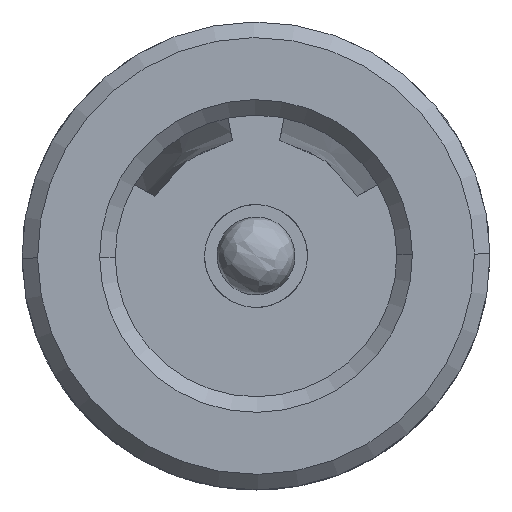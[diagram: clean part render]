
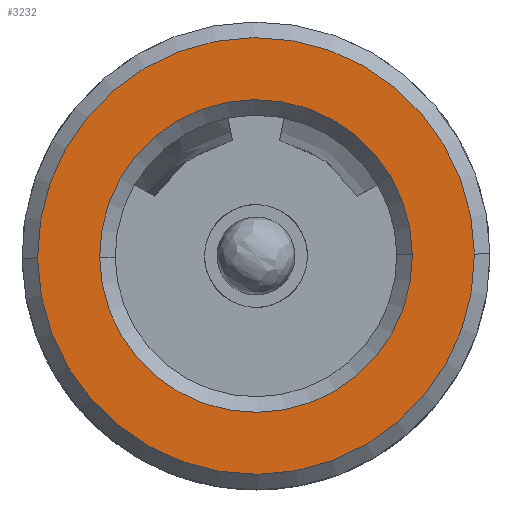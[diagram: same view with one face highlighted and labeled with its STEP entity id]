
A CAD part, front view. The second image highlights one B-rep face of the part: STEP entity #3232.
In plain terms, the highlighted face is planar.
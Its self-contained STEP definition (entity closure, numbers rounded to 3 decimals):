
#35 = DIRECTION ( 'NONE',  ( -1., 0., 0. ) ) ;
#339 = VERTEX_POINT ( 'NONE', #3341 ) ;
#644 = AXIS2_PLACEMENT_3D ( 'NONE', #4102, #2781, #1368 ) ;
#900 = CARTESIAN_POINT ( 'NONE',  ( -15.238, 0., 2.005 ) ) ;
#1064 = EDGE_CURVE ( 'NONE', #1798, #3836, #5698, .T. ) ;
#1115 = FACE_BOUND ( 'NONE', #5589, .T. ) ;
#1205 = CARTESIAN_POINT ( 'NONE',  ( -15.238, 0., -2.8 ) ) ;
#1213 = FACE_OUTER_BOUND ( 'NONE', #5355, .T. ) ;
#1235 = AXIS2_PLACEMENT_3D ( 'NONE', #2850, #35, #3298 ) ;
#1243 = AXIS2_PLACEMENT_3D ( 'NONE', #4370, #1641, #4802 ) ;
#1368 = DIRECTION ( 'NONE',  ( 0., 0., 1. ) ) ;
#1641 = DIRECTION ( 'NONE',  ( 1., 0., 0. ) ) ;
#1798 = VERTEX_POINT ( 'NONE', #1205 ) ;
#1838 = ORIENTED_EDGE ( 'NONE', *, *, #1064, .T. ) ;
#2062 = AXIS2_PLACEMENT_3D ( 'NONE', #2198, #5319, #2686 ) ;
#2067 = ORIENTED_EDGE ( 'NONE', *, *, #4158, .T. ) ;
#2120 = CARTESIAN_POINT ( 'NONE',  ( -15.238, 0., 2.8 ) ) ;
#2198 = CARTESIAN_POINT ( 'NONE',  ( -15.238, 0., 0. ) ) ;
#2686 = DIRECTION ( 'NONE',  ( 0., 0., 1. ) ) ;
#2781 = DIRECTION ( 'NONE',  ( -1., 0., 0. ) ) ;
#2850 = CARTESIAN_POINT ( 'NONE',  ( -15.238, 0., 0. ) ) ;
#3164 = CIRCLE ( 'NONE', #2062, 2.005 ) ;
#3232 = ADVANCED_FACE ( 'NONE', ( #1213, #1115 ), #3658, .T. ) ;
#3298 = DIRECTION ( 'NONE',  ( 0., 0., 1. ) ) ;
#3341 = CARTESIAN_POINT ( 'NONE',  ( -15.238, 0., -2.005 ) ) ;
#3445 = ORIENTED_EDGE ( 'NONE', *, *, #5127, .T. ) ;
#3604 = AXIS2_PLACEMENT_3D ( 'NONE', #5308, #5210, #5190 ) ;
#3658 = PLANE ( 'NONE',  #644 ) ;
#3827 = ORIENTED_EDGE ( 'NONE', *, *, #4591, .T. ) ;
#3836 = VERTEX_POINT ( 'NONE', #2120 ) ;
#4051 = VERTEX_POINT ( 'NONE', #900 ) ;
#4102 = CARTESIAN_POINT ( 'NONE',  ( -15.238, 0., 0. ) ) ;
#4118 = CIRCLE ( 'NONE', #1235, 2.8 ) ;
#4158 = EDGE_CURVE ( 'NONE', #3836, #1798, #4118, .T. ) ;
#4370 = CARTESIAN_POINT ( 'NONE',  ( -15.238, 0., 0. ) ) ;
#4591 = EDGE_CURVE ( 'NONE', #339, #4051, #3164, .T. ) ;
#4780 = CIRCLE ( 'NONE', #1243, 2.005 ) ;
#4802 = DIRECTION ( 'NONE',  ( 0., 0., 1. ) ) ;
#5127 = EDGE_CURVE ( 'NONE', #4051, #339, #4780, .T. ) ;
#5190 = DIRECTION ( 'NONE',  ( 0., 0., 1. ) ) ;
#5210 = DIRECTION ( 'NONE',  ( -1., 0., 0. ) ) ;
#5308 = CARTESIAN_POINT ( 'NONE',  ( -15.238, 0., 0. ) ) ;
#5319 = DIRECTION ( 'NONE',  ( 1., 0., 0. ) ) ;
#5355 = EDGE_LOOP ( 'NONE', ( #1838, #2067 ) ) ;
#5589 = EDGE_LOOP ( 'NONE', ( #3445, #3827 ) ) ;
#5698 = CIRCLE ( 'NONE', #3604, 2.8 ) ;
